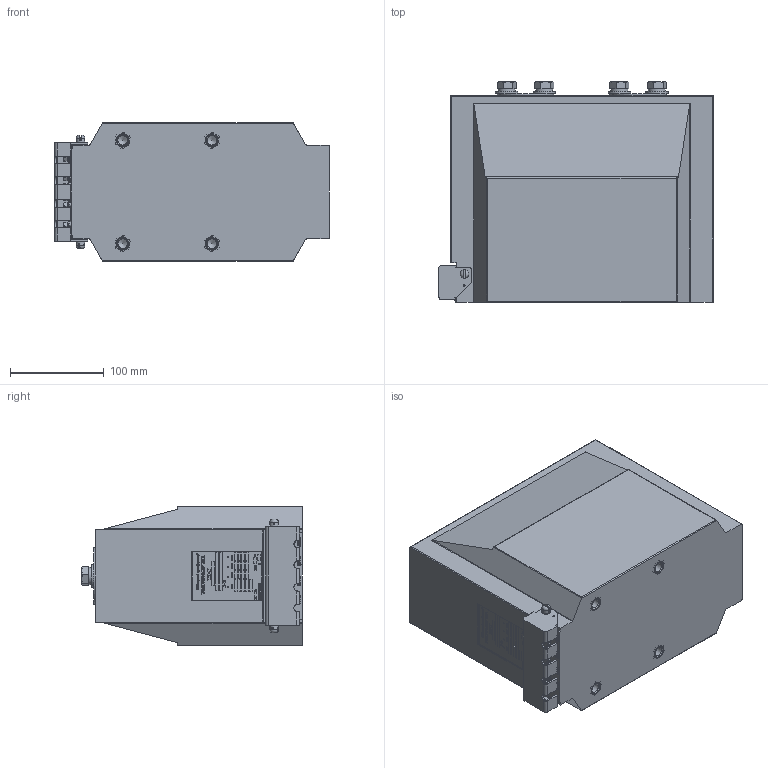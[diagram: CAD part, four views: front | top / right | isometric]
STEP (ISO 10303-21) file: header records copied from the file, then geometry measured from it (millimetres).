
FILE_DESCRIPTION(('STEP AP214'), '1');
FILE_NAME('ÈÁËÒ.671213.019-01ÑÁ òðàíñôîðìàòîð òîêà ÒËÊ-ÑÒ-10-12.2 (5À-1500À)', '2023-05-30T09:23:44', ('UNSPECIFIED'), ('UNSPECIFIED'), 'ASCON STEP Converter 1.3', 'ASCON Math Kernel', '');
FILE_SCHEMA(('AUTOMOTIVE_DESIGN { 1 0 10303 214 3 1 1}'));
Length unit declared in the file: millimetre
Products named in the file (16): 攘艘.671213.019-01; 屡扔.757465.006; 屡扔.758472.007-02; 屡扔.758472.015
Assembly tree (58 placements, depth 3):
  攘艘.671213.019-01
    (unnamed)
      (unnamed)
      屡扔.757465.006  x2
      屡扔.758472.007-02  x8
      (unnamed)  x4
      屡扔.758472.015  x2
    (unnamed)  x4
    (unnamed)  x4
    (unnamed)  x4
    (unnamed)  x8
    (unnamed)  x8
    (unnamed)  x8
    (unnamed)
    (unnamed)  x2
    (unnamed)
Bounding box: 292.4 x 235 x 148 mm (x, y, z)
Volume: 7998393.8 mm3; surface area: 349085.7 mm2
Topology: 56 solids, 57 shells, 6365 faces, 17754 edges, 11774 vertices
Faces by surface type: plane 4076, cylinder 2133, cone 118, torus 38
Full cylindrical faces by diameter (mm): 2 x26, 4.134 x10, 5 x10, 5.3 x8, 6 x2, 6.5 x2, 9 x2, 10 x8, 10.106 x8, 10.9 x8, 11 x8, 12 x12, 13 x12, 15 x4, 20 x2, 24 x4, 56 x2, 60 x4
Entity records: 241696 total; most frequent: CARTESIAN_POINT 35705, ORIENTED_EDGE 33372, DIRECTION 32524, EDGE_CURVE 16688, LINE 12556, VECTOR 12556, VERTEX_POINT 11152, AXIS2_PLACEMENT_3D 9984
